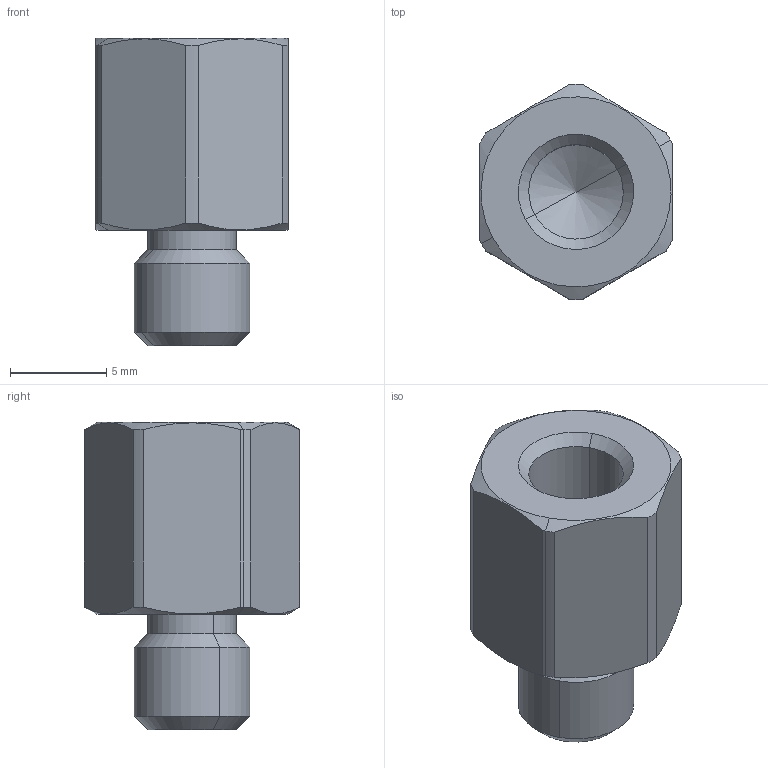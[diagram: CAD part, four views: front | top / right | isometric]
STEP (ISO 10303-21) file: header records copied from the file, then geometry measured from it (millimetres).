
FILE_DESCRIPTION(('CATIA V5R24 STEP','CAx-IF Rec.Pracs.--- Model Styling and Organization---1.2---2011-12-15'),'2;1');
FILE_NAME ('002787-2_1', '2018-07-06T07:33:20+00:00', ('Weidmueller Interface'), ('Weidmueller'), 'CATIA Version 5-6 Release 2014 SP4 HF52', 'CATIA V5 STEP AP214', 'none');
FILE_SCHEMA(('AUTOMOTIVE_DESIGN { 1 0 10303 214 1 1 1 1 }'));
Length unit declared in the file: millimetre
Products named in the file (1): SP_M6_10
Bounding box: 10 x 11.2 x 16 mm (x, y, z)
Volume: 855.5 mm3; surface area: 733.9 mm2
Topology: 1 solids, 1 shells, 35 faces, 82 edges, 49 vertices
Faces by surface type: cylinder 14, cone 12, plane 9
Entity records: 928 total; most frequent: CARTESIAN_POINT 209, ORIENTED_EDGE 160, DIRECTION 106, EDGE_CURVE 80, AXIS2_PLACEMENT_3D 56, VERTEX_POINT 49, EDGE_LOOP 37, CIRCLE 36
